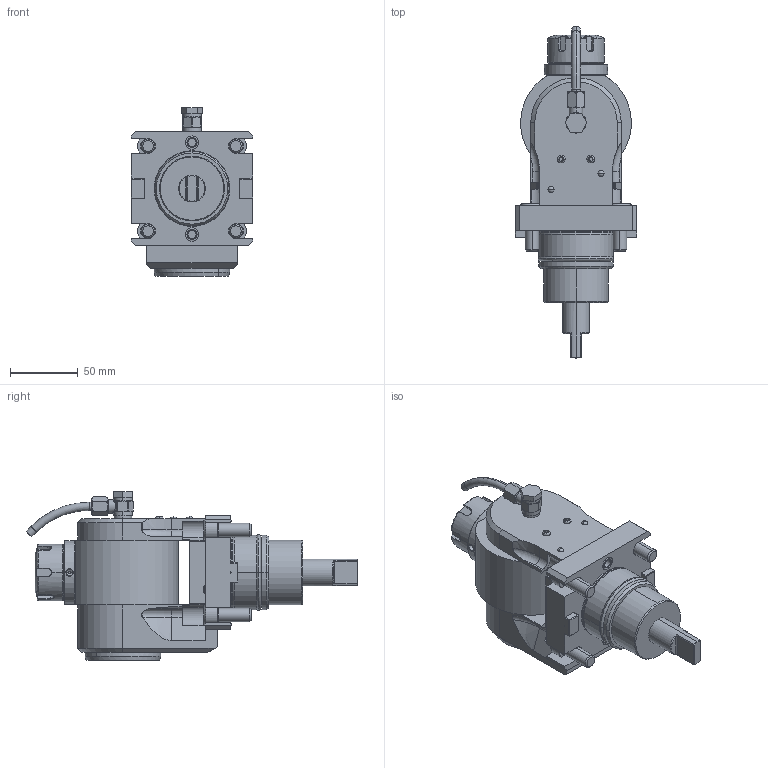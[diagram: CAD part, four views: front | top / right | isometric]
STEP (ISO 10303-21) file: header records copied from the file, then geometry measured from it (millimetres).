
FILE_DESCRIPTION((''),'2;1');
FILE_NAME('NGT2_55_501_25_1_BL','2020-11-09T',('vali'),('NOVA GRUP'),'PRO/ENGINEER BY PARAMETRIC TECHNOLOGY CORPORATION, 2010280','PRO/ENGINEER BY PARAMETRIC TECHNOLOGY CORPORATION, 2010280','');
FILE_SCHEMA(('CONFIG_CONTROL_DESIGN'));
Length unit declared in the file: millimetre
Products named in the file (1): NGT2_55_501_25_1_BL
Bounding box: 90 x 245.67 x 124.9 mm (x, y, z)
Volume: 894898.5 mm3; surface area: 93014.5 mm2
Topology: 2 solids, 4 shells, 683 faces, 1687 edges, 1045 vertices
Faces by surface type: plane 295, cylinder 178, bspline 74, cone 72, torus 60, sphere 4
Entity records: 28869 total; most frequent: CARTESIAN_POINT 13312, ORIENTED_EDGE 3366, DIRECTION 2994, EDGE_CURVE 1683, AXIS2_PLACEMENT_3D 1064, VERTEX_POINT 1045, VECTOR 866, LINE 866
